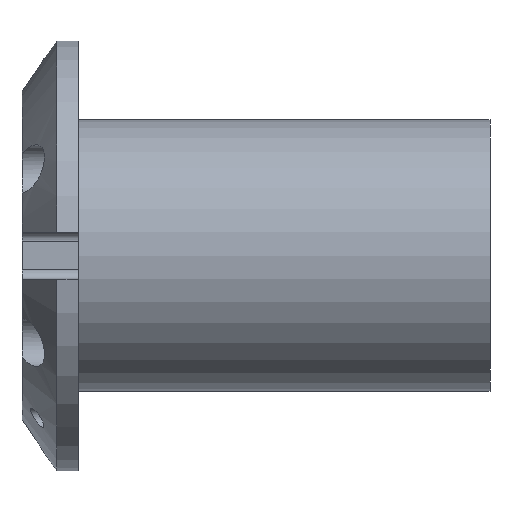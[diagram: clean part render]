
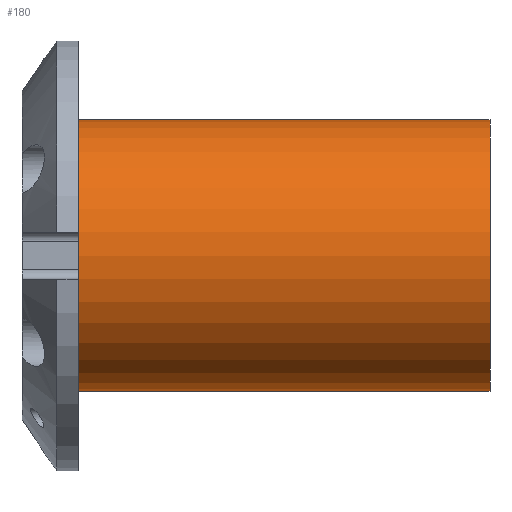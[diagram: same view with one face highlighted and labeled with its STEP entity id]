
A CAD part, left-side view. The second image highlights one B-rep face of the part: STEP entity #180.
In plain terms, the highlighted cylindrical face has radius 72.5 mm (diameter 145 mm), a partial arc.
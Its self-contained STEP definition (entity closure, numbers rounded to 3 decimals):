
#98 = CARTESIAN_POINT ( 'NONE',  ( 0., -30., 72.5 ) ) ;
#102 = LINE ( 'NONE', #901, #2129 ) ;
#122 = VERTEX_POINT ( 'NONE', #1863 ) ;
#135 = DIRECTION ( 'NONE',  ( 0., -1., 0. ) ) ;
#169 = VERTEX_POINT ( 'NONE', #888 ) ;
#180 = ADVANCED_FACE ( 'NONE', ( #339 ), #1478, .T. ) ;
#339 = FACE_OUTER_BOUND ( 'NONE', #1542, .T. ) ;
#363 = VERTEX_POINT ( 'NONE', #1821 ) ;
#665 = CARTESIAN_POINT ( 'NONE',  ( 0., 0., 0. ) ) ;
#712 = CARTESIAN_POINT ( 'NONE',  ( 0., -250., 0. ) ) ;
#775 = AXIS2_PLACEMENT_3D ( 'NONE', #665, #1884, #2247 ) ;
#888 = CARTESIAN_POINT ( 'NONE',  ( 0., -250., 72.5 ) ) ;
#901 = CARTESIAN_POINT ( 'NONE',  ( 0., 0., 72.5 ) ) ;
#917 = DIRECTION ( 'NONE',  ( 0., -1., 0. ) ) ;
#999 = ORIENTED_EDGE ( 'NONE', *, *, #1706, .F. ) ;
#1032 = VERTEX_POINT ( 'NONE', #98 ) ;
#1078 = VECTOR ( 'NONE', #1563, 1000. ) ;
#1172 = EDGE_CURVE ( 'NONE', #1032, #169, #102, .T. ) ;
#1185 = DIRECTION ( 'NONE',  ( 0., -1., 0. ) ) ;
#1216 = EDGE_CURVE ( 'NONE', #363, #122, #2520, .T. ) ;
#1241 = ORIENTED_EDGE ( 'NONE', *, *, #1172, .F. ) ;
#1318 = CIRCLE ( 'NONE', #1790, 72.5 ) ;
#1379 = DIRECTION ( 'NONE',  ( 0., 0., -1. ) ) ;
#1478 = CYLINDRICAL_SURFACE ( 'NONE', #775, 72.5 ) ;
#1542 = EDGE_LOOP ( 'NONE', ( #1241, #1841, #2455, #999 ) ) ;
#1563 = DIRECTION ( 'NONE',  ( 0., -1., 0. ) ) ;
#1706 = EDGE_CURVE ( 'NONE', #169, #122, #1318, .T. ) ;
#1759 = CARTESIAN_POINT ( 'NONE',  ( 0., 0., -72.5 ) ) ;
#1790 = AXIS2_PLACEMENT_3D ( 'NONE', #712, #917, #2080 ) ;
#1821 = CARTESIAN_POINT ( 'NONE',  ( 0., -30., -72.5 ) ) ;
#1841 = ORIENTED_EDGE ( 'NONE', *, *, #1862, .T. ) ;
#1862 = EDGE_CURVE ( 'NONE', #1032, #363, #2058, .T. ) ;
#1863 = CARTESIAN_POINT ( 'NONE',  ( 0., -250., -72.5 ) ) ;
#1884 = DIRECTION ( 'NONE',  ( 0., -1., 0. ) ) ;
#1990 = AXIS2_PLACEMENT_3D ( 'NONE', #1995, #1185, #1379 ) ;
#1995 = CARTESIAN_POINT ( 'NONE',  ( 0., -30., 0. ) ) ;
#2058 = CIRCLE ( 'NONE', #1990, 72.5 ) ;
#2080 = DIRECTION ( 'NONE',  ( 0., 0., -1. ) ) ;
#2129 = VECTOR ( 'NONE', #135, 1000. ) ;
#2247 = DIRECTION ( 'NONE',  ( 0., 0., -1. ) ) ;
#2455 = ORIENTED_EDGE ( 'NONE', *, *, #1216, .T. ) ;
#2520 = LINE ( 'NONE', #1759, #1078 ) ;
